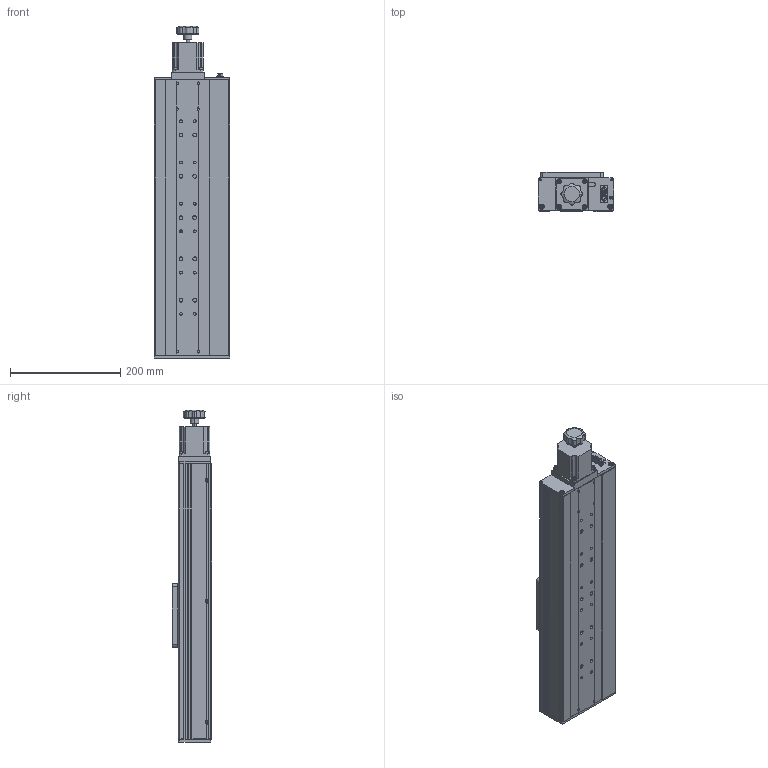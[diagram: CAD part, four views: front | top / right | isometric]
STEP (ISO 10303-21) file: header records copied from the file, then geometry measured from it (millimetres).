
FILE_DESCRIPTION (( 'STEP AP214' ), '1' );
FILE_NAME ('08PMT-300M.STEP', '2018-10-08T03:17:21', ( '' ), ( '' ), 'SwSTEP 2.0', 'SolidWorks 2016', '' );
FILE_SCHEMA (( 'AUTOMOTIVE_DESIGN' ));
Length unit declared in the file: millimetre
Products named in the file (1): 08PMT-300M
Bounding box: 137 x 71 x 602.8 mm (x, y, z)
Surface area: 423361.6 mm2 (no closed solid volume)
Topology: 0 solids, 55 shells, 768 faces, 2874 edges, 2138 vertices
Faces by surface type: plane 358, cylinder 288, cone 88, torus 26, sphere 8
Entity records: 39935 total; most frequent: CARTESIAN_POINT 6573, DIRECTION 5388, ORIENTED_EDGE 4514, EDGE_CURVE 2874, VERTEX_POINT 2138, AXIS2_PLACEMENT_3D 1835, VECTOR 1718, LINE 1718
